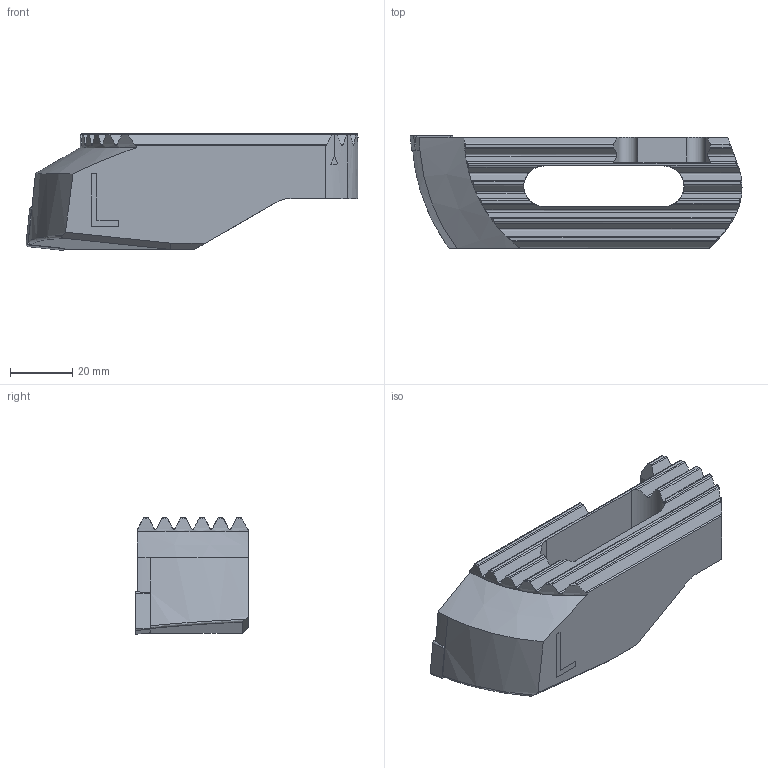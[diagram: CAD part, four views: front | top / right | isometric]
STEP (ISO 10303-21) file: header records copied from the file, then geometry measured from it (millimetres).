
FILE_DESCRIPTION(('no description'),'unknown implementation level');
FILE_NAME('388C191B-FACF-4AE9-952B-0996BA2B90F1_export.stp',' ',('CIMSOURCE GmbH'),('CADClick - KiM GmbH - www.kimweb.de'),'unknown preprocess','ACIS','unknown authorization');
FILE_SCHEMA(('automotive_design'));
Length unit declared in the file: millimetre
Products named in the file (3): 639.176 Kaiser 125-153 SW98 SC12 L|639.176 Kaiser 125-153 SW98 SC12 L;RSS-Marke; 639.176 Kaiser 125-153 SW98 SC12 L|694.150 Kaiser ETL M5 X 13,3 T20 IP 10S;Kreismuster1; 639.176 Kaiser 125-153 SW98 SC12 L|654.350 Kaiser SCMT 120408 P20C;Kombinieren1
Bounding box: 107 x 36.36 x 37.6 mm (x, y, z)
Volume: 70983.9 mm3; surface area: 19131.5 mm2
Topology: 3 solids, 3 shells, 210 faces, 571 edges, 369 vertices
Faces by surface type: plane 93, cylinder 75, cone 31, torus 8, bspline 3
Entity records: 14411 total; most frequent: CARTESIAN_POINT 2648, STYLED_ITEM 1151, PRESENTATION_STYLE_ASSIGNMENT 1151, COLOUR_RGB 1151, ORIENTED_EDGE 1138, DIRECTION 1134, EDGE_CURVE 569, CURVE_STYLE 569
